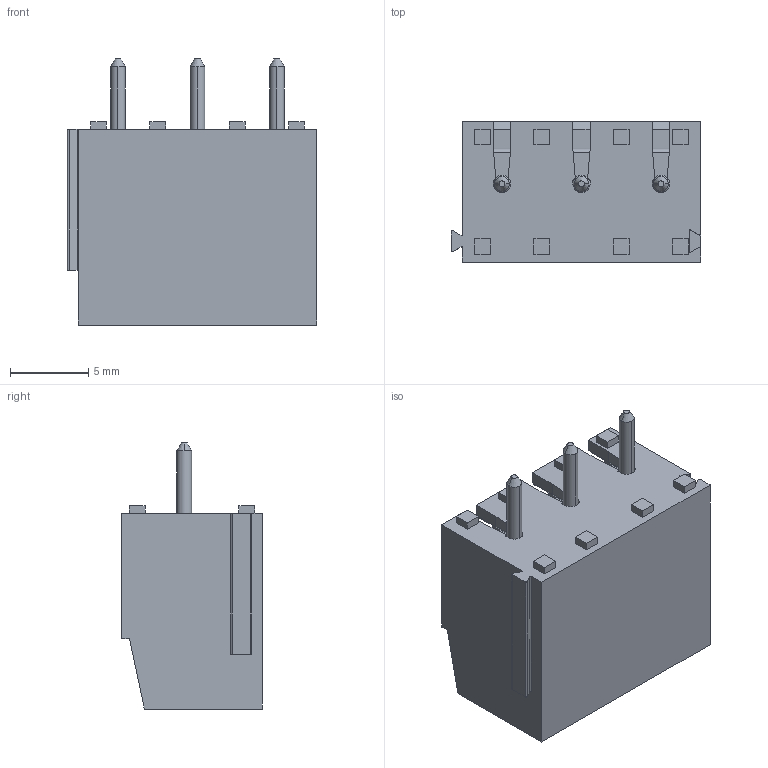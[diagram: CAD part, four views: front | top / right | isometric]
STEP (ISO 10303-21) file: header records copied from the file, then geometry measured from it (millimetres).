
FILE_DESCRIPTION((''),'2;1');
FILE_NAME('OSTTA034163_ASM','2017-11-10T',('hhj'),(''),'PRO/ENGINEER BY PARAMETRIC TECHNOLOGY CORPORATION, 2010480','PRO/ENGINEER BY PARAMETRIC TECHNOLOGY CORPORATION, 2010480','');
FILE_SCHEMA(('CONFIG_CONTROL_DESIGN'));
Length unit declared in the file: millimetre
Products named in the file (2): _OSTTA034163; OSTTA034163_ASM
Assembly tree (1 placements, depth 2):
  OSTTA034163_ASM
    _OSTTA034163
Bounding box: 15.94 x 9 x 17 mm (x, y, z)
Volume: 304.4 mm3; surface area: 2604 mm2
Topology: 6 solids, 7 shells, 595 faces, 1647 edges, 1083 vertices
Faces by surface type: plane 305, cylinder 185, bspline 69, cone 18, torus 18
Entity records: 27504 total; most frequent: CARTESIAN_POINT 13037, ORIENTED_EDGE 3276, DIRECTION 2539, EDGE_CURVE 1647, VERTEX_POINT 1083, VECTOR 917, LINE 917, AXIS2_PLACEMENT_3D 811
